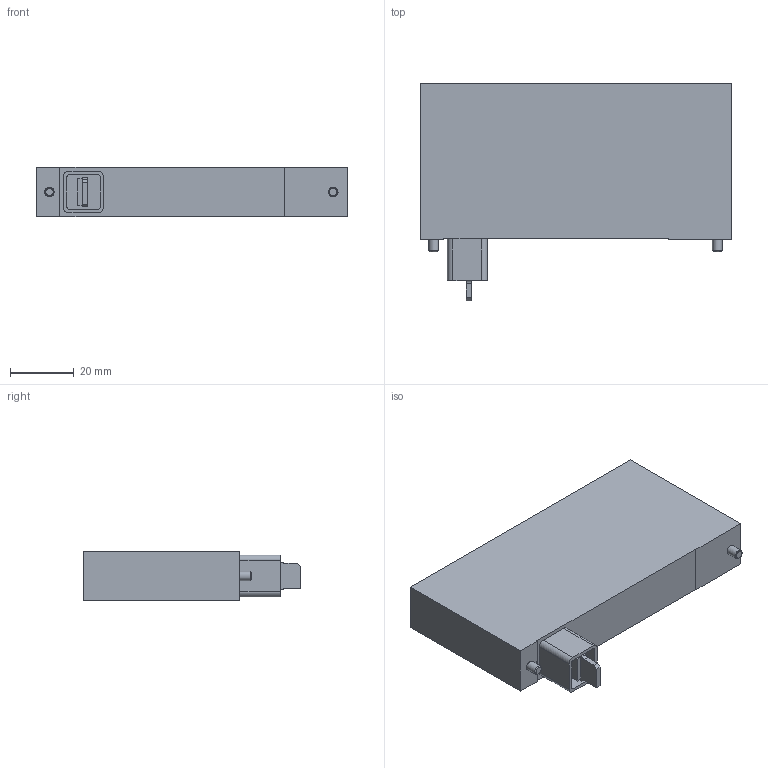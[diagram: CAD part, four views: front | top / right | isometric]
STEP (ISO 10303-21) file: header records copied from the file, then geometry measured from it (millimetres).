
FILE_DESCRIPTION(/* description */ ('STEP AP214'),/* implementation_level */ '2;1');
FILE_NAME(/* name */ '8184034_VEVP-XA-4-B-T32C-F-D31-2',/* time_stamp */ '2024-09-16T11:31:49+02:00',/* author */ ('License CC BY-ND 4.0'),/* organization */ ('CADENAS'),/* preprocessor_version */ 'ST-DEVELOPER v19.3',/* originating_system */ 'PARTsolutions',/* authorisation */ ' ');
FILE_SCHEMA (('AUTOMOTIVE_DESIGN {1 0 10303 214 3 1 1}'));
Length unit declared in the file: millimetre
Products named in the file (1): 8184034 VEVP-XA-4-B-T32C-F-D31-2---(400)
Bounding box: 98 x 68.4 x 15.5 mm (x, y, z)
Volume: 75275.2 mm3; surface area: 16235.9 mm2
Topology: 1 solids, 1 shells, 75 faces, 180 edges, 119 vertices
Faces by surface type: plane 53, cylinder 16, torus 4, cone 2
Full cylindrical faces by diameter (mm): 3 x2, 5.5 x2, 6 x2
Entity records: 2640 total; most frequent: CARTESIAN_POINT 359, DIRECTION 357, ORIENTED_EDGE 332, EDGE_CURVE 166, LINE 127, VECTOR 127, VERTEX_POINT 117, AXIS2_PLACEMENT_3D 115
